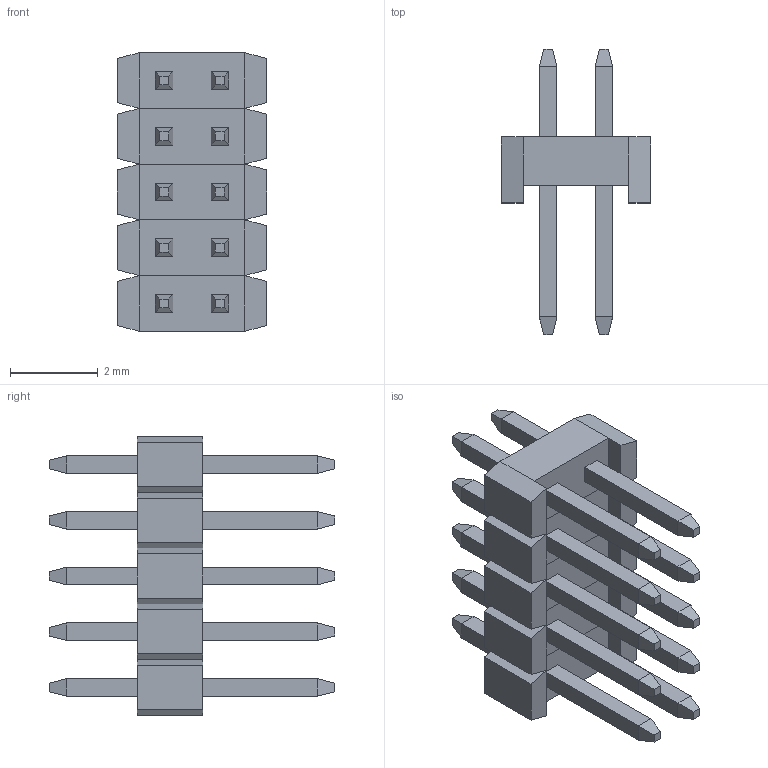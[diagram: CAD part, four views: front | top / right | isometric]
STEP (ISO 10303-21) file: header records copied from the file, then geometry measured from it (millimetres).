
FILE_DESCRIPTION (( 'STEP AP203' ), '1' );
FILE_NAME ('BD030-10-A-0200-0300_revG.STEP', '2014-07-28T12:37:57', ( '' ), ( '' ), 'SwSTEP 2.0', 'SolidWorks 2010', '' );
FILE_SCHEMA (( 'CONFIG_CONTROL_DESIGN' ));
Length unit declared in the file: millimetre
Products named in the file (3): BD030-10-A-0200-0300_revG; BD030-1.50mm-ins; BD030Pin-6.50mm
Assembly tree (15 placements, depth 2):
  BD030-10-A-0200-0300_revG
    BD030Pin-6.50mm  x10
    BD030-1.50mm-ins  x5
Bounding box: 3.4 x 6.5 x 6.35 mm (x, y, z)
Volume: 33.4 mm3; surface area: 220.3 mm2
Topology: 15 solids, 15 shells, 250 faces, 560 edges, 340 vertices
Faces by surface type: plane 250
Entity records: 1721 total; most frequent: DIRECTION 192, CARTESIAN_POINT 190, ORIENTED_EDGE 168, EDGE_CURVE 84, LINE 84, VECTOR 84, AXIS2_PLACEMENT_3D 54, VERTEX_POINT 52
